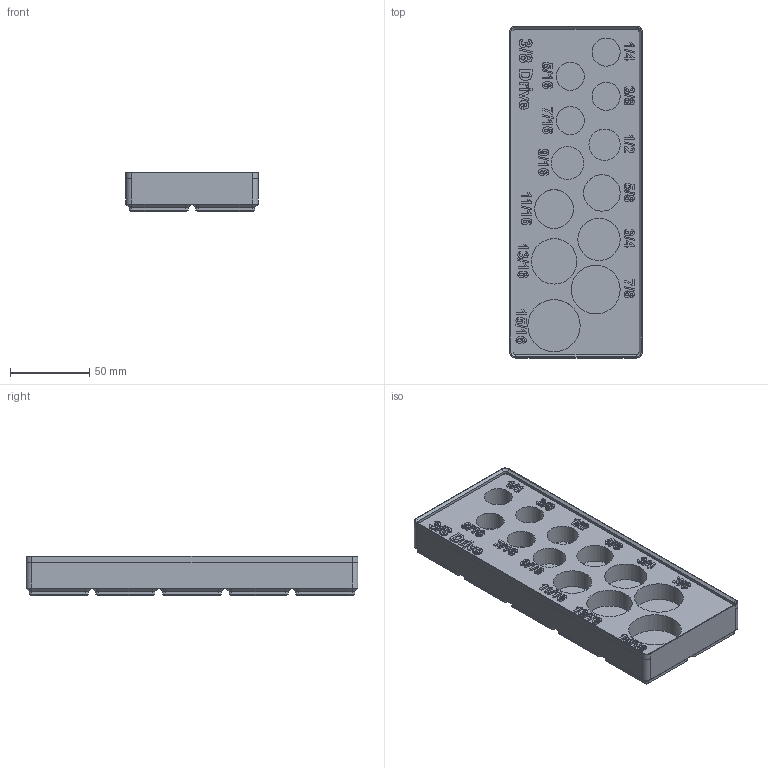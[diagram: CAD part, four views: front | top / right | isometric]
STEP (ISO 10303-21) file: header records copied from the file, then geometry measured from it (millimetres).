
FILE_DESCRIPTION(/* description */ (''),/* implementation_level */ '2;1');
FILE_NAME(/* name */ 'Three Eighths Drive Socket Holder Gridfinity.step',/* time_stamp */ '2023-10-14T08:05:19-07:00',/* author */ (''),/* organization */ (''),/* preprocessor_version */ 'ST-DEVELOPER v20',/* originating_system */ 'Autodesk Translation Framework v12.14.0.127',/* authorisation */ '');
FILE_SCHEMA (('AUTOMOTIVE_DESIGN { 1 0 10303 214 3 1 1 }'));
Length unit declared in the file: inch
Products named in the file (2): Three Eighths Drive Socket Holder; Gridfinity bin 5x2x3
Assembly tree (1 placements, depth 2):
  Three Eighths Drive Socket Holder
    Gridfinity bin 5x2x3
Bounding box: 83.5 x 209.5 x 24.8 mm (x, y, z)
Volume: 292731 mm3; surface area: 65124.4 mm2
Topology: 1 solids, 1 shells, 1148 faces, 2972 edges, 1912 vertices
Faces by surface type: bspline 535, plane 461, cone 88, cylinder 64
Full cylindrical faces by diameter (mm): 17.7 x4, 19.7 x1, 20.7 x1, 23 x1, 24.45 x1, 26.7 x1, 28.7 x1, 30.8 x1, 33 x1
Entity records: 39633 total; most frequent: CARTESIAN_POINT 15170, ORIENTED_EDGE 5944, DIRECTION 3334, EDGE_CURVE 2972, VERTEX_POINT 1912, LINE 1694, VECTOR 1694, EDGE_LOOP 1234
